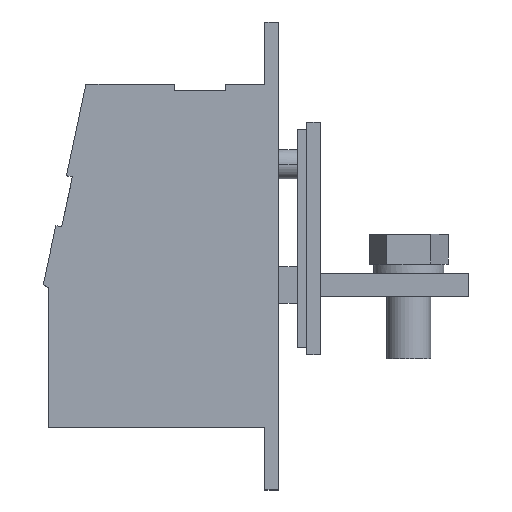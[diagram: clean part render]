
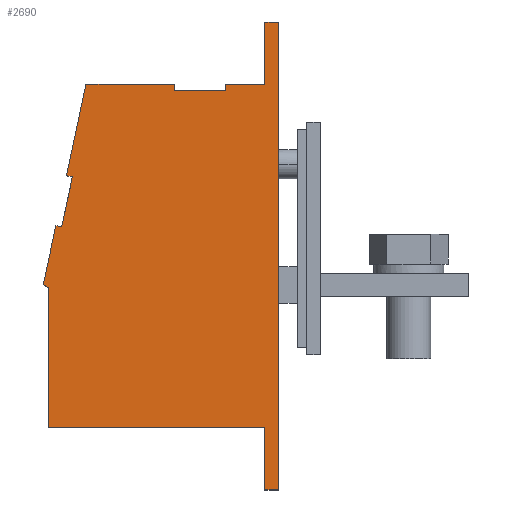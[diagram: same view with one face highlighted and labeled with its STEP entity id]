
A CAD part, top view. The second image highlights one B-rep face of the part: STEP entity #2690.
In plain terms, the highlighted face is planar.
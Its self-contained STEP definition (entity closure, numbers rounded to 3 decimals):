
#760=CARTESIAN_POINT('',(-208.505,42.357,-18.75));
#770=VERTEX_POINT('',#760);
#800=CARTESIAN_POINT('',(-208.505,42.357,-18.75));
#810=DIRECTION('',(0.,1.,0.));
#820=VECTOR('',#810,1.);
#830=LINE('',#800,#820);
#840=CARTESIAN_POINT('',(-208.505,143.057,-18.75));
#850=VERTEX_POINT('',#840);
#860=EDGE_CURVE('',#770,#850,#830,.T.);
#1270=CARTESIAN_POINT('',(-208.505,42.357,-18.75));
#1280=DIRECTION('',(0.,0.,-1.));
#1290=DIRECTION('',(-1.,0.,0.));
#1300=AXIS2_PLACEMENT_3D('',#1270,#1280,#1290);
#1310=PLANE('',#1300);
#1320=CARTESIAN_POINT('',(0.,129.657,-18.75));
#1330=DIRECTION('',(-1.,0.,0.));
#1340=VECTOR('',#1330,1.);
#1350=LINE('',#1320,#1340);
#1360=CARTESIAN_POINT('',(-167.005,129.657,-18.75));
#1370=VERTEX_POINT('',#1360);
#1380=CARTESIAN_POINT('',(-186.105,129.657,-18.75));
#1390=VERTEX_POINT('',#1380);
#1400=EDGE_CURVE('',#1370,#1390,#1350,.T.);
#1410=ORIENTED_EDGE('',*,*,#1400,.F.);
#1420=CARTESIAN_POINT('',(-186.105,0.,-18.75));
#1430=DIRECTION('',(0.,-1.,0.));
#1440=VECTOR('',#1430,1.);
#1450=LINE('',#1420,#1440);
#1460=CARTESIAN_POINT('',(-186.105,128.357,-18.75));
#1470=VERTEX_POINT('',#1460);
#1480=EDGE_CURVE('',#1390,#1470,#1450,.T.);
#1490=ORIENTED_EDGE('',*,*,#1480,.F.);
#1500=CARTESIAN_POINT('',(-208.505,128.357,-18.75));
#1510=DIRECTION('',(-1.,0.,0.));
#1520=VECTOR('',#1510,1.);
#1530=LINE('',#1500,#1520);
#1540=CARTESIAN_POINT('',(-197.105,128.357,-18.75));
#1550=VERTEX_POINT('',#1540);
#1560=EDGE_CURVE('',#1470,#1550,#1530,.T.);
#1570=ORIENTED_EDGE('',*,*,#1560,.F.);
#1580=CARTESIAN_POINT('',(-197.105,0.,-18.75));
#1590=DIRECTION('',(0.,1.,0.));
#1600=VECTOR('',#1590,1.);
#1610=LINE('',#1580,#1600);
#1620=CARTESIAN_POINT('',(-197.105,129.657,-18.75));
#1630=VERTEX_POINT('',#1620);
#1640=EDGE_CURVE('',#1550,#1630,#1610,.T.);
#1650=ORIENTED_EDGE('',*,*,#1640,.F.);
#1660=CARTESIAN_POINT('',(0.,129.657,-18.75));
#1670=DIRECTION('',(-1.,0.,0.));
#1680=VECTOR('',#1670,1.);
#1690=LINE('',#1660,#1680);
#1700=CARTESIAN_POINT('',(-205.505,129.657,-18.75));
#1710=VERTEX_POINT('',#1700);
#1720=EDGE_CURVE('',#1630,#1710,#1690,.T.);
#1730=ORIENTED_EDGE('',*,*,#1720,.F.);
#1740=CARTESIAN_POINT('',(-205.505,42.357,-18.75));
#1750=DIRECTION('',(0.,1.,0.));
#1760=VECTOR('',#1750,1.);
#1770=LINE('',#1740,#1760);
#1780=CARTESIAN_POINT('',(-205.505,143.057,-18.75));
#1790=VERTEX_POINT('',#1780);
#1800=EDGE_CURVE('',#1710,#1790,#1770,.T.);
#1810=ORIENTED_EDGE('',*,*,#1800,.F.);
#1820=CARTESIAN_POINT('',(-208.505,143.057,-18.75));
#1830=DIRECTION('',(-1.,0.,0.));
#1840=VECTOR('',#1830,1.);
#1850=LINE('',#1820,#1840);
#1860=EDGE_CURVE('',#1790,#850,#1850,.T.);
#1870=ORIENTED_EDGE('',*,*,#1860,.F.);
#1880=ORIENTED_EDGE('',*,*,#860,.T.);
#1890=CARTESIAN_POINT('',(-208.505,42.357,-18.75));
#1900=DIRECTION('',(-1.,0.,0.));
#1910=VECTOR('',#1900,1.);
#1920=LINE('',#1890,#1910);
#1930=CARTESIAN_POINT('',(-205.505,42.357,-18.75));
#1940=VERTEX_POINT('',#1930);
#1950=EDGE_CURVE('',#1940,#770,#1920,.T.);
#1960=ORIENTED_EDGE('',*,*,#1950,.T.);
#1970=CARTESIAN_POINT('',(-205.505,42.357,-18.75));
#1980=DIRECTION('',(0.,-1.,0.));
#1990=VECTOR('',#1980,1.);
#2000=LINE('',#1970,#1990);
#2010=CARTESIAN_POINT('',(-205.505,55.757,-18.75));
#2020=VERTEX_POINT('',#2010);
#2030=EDGE_CURVE('',#2020,#1940,#2000,.T.);
#2040=ORIENTED_EDGE('',*,*,#2030,.T.);
#2050=CARTESIAN_POINT('',(0.,55.757,-18.75));
#2060=DIRECTION('',(1.,0.,0.));
#2070=VECTOR('',#2060,1.);
#2080=LINE('',#2050,#2070);
#2090=CARTESIAN_POINT('',(-159.005,55.757,-18.75));
#2100=VERTEX_POINT('',#2090);
#2110=EDGE_CURVE('',#2020,#2100,#2080,.T.);
#2120=ORIENTED_EDGE('',*,*,#2110,.F.);
#2130=CARTESIAN_POINT('',(-159.005,0.,-18.75));
#2140=DIRECTION('',(0.,1.,0.));
#2150=VECTOR('',#2140,1.);
#2160=LINE('',#2130,#2150);
#2170=CARTESIAN_POINT('',(-159.005,85.862,-18.75));
#2180=VERTEX_POINT('',#2170);
#2190=EDGE_CURVE('',#2100,#2180,#2160,.T.);
#2200=ORIENTED_EDGE('',*,*,#2190,.F.);
#2210=CARTESIAN_POINT('',(0.,177.664,-18.75));
#2220=DIRECTION('',(0.866,0.5,0.));
#2230=VECTOR('',#2220,1.);
#2240=LINE('',#2210,#2230);
#2250=CARTESIAN_POINT('',(-157.839,86.535,-18.75));
#2260=VERTEX_POINT('',#2250);
#2270=EDGE_CURVE('',#2180,#2260,#2240,.T.);
#2280=ORIENTED_EDGE('',*,*,#2270,.F.);
#2290=CARTESIAN_POINT('',(-139.445,0.,-18.75));
#2300=DIRECTION('',(-0.208,0.978,0.));
#2310=VECTOR('',#2300,1.);
#2320=LINE('',#2290,#2310);
#2330=CARTESIAN_POINT('',(-160.538,99.233,-18.75));
#2340=VERTEX_POINT('',#2330);
#2350=EDGE_CURVE('',#2260,#2340,#2320,.T.);
#2360=ORIENTED_EDGE('',*,*,#2350,.F.);
#2370=CARTESIAN_POINT('',(0.,133.357,-18.75));
#2380=DIRECTION('',(-0.978,-0.208,0.));
#2390=VECTOR('',#2380,1.);
#2400=LINE('',#2370,#2390);
#2410=CARTESIAN_POINT('',(-161.81,98.963,-18.75));
#2420=VERTEX_POINT('',#2410);
#2430=EDGE_CURVE('',#2340,#2420,#2400,.T.);
#2440=ORIENTED_EDGE('',*,*,#2430,.F.);
#2450=CARTESIAN_POINT('',(-149.778,42.357,-18.75));
#2460=DIRECTION('',(-0.208,0.978,0.));
#2470=VECTOR('',#2460,1.);
#2480=LINE('',#2450,#2470);
#2490=CARTESIAN_POINT('',(-164.097,109.723,-18.75));
#2500=VERTEX_POINT('',#2490);
#2510=EDGE_CURVE('',#2420,#2500,#2480,.T.);
#2520=ORIENTED_EDGE('',*,*,#2510,.F.);
#2530=CARTESIAN_POINT('',(0.,144.603,-18.75));
#2540=DIRECTION('',(0.978,0.208,0.));
#2550=VECTOR('',#2540,1.);
#2560=LINE('',#2530,#2550);
#2570=CARTESIAN_POINT('',(-162.825,109.993,-18.75));
#2580=VERTEX_POINT('',#2570);
#2590=EDGE_CURVE('',#2500,#2580,#2560,.T.);
#2600=ORIENTED_EDGE('',*,*,#2590,.F.);
#2610=CARTESIAN_POINT('',(-139.445,0.,-18.75));
#2620=DIRECTION('',(-0.208,0.978,0.));
#2630=VECTOR('',#2620,1.);
#2640=LINE('',#2610,#2630);
#2650=EDGE_CURVE('',#2580,#1370,#2640,.T.);
#2660=ORIENTED_EDGE('',*,*,#2650,.F.);
#2670=EDGE_LOOP('',(#2660,#2600,#2520,#2440,#2360,#2280,#2200,#2120,
#2040,#1960,#1880,#1870,#1810,#1730,#1650,#1570,#1490,#1410));
#2680=FACE_OUTER_BOUND('',#2670,.T.);
#2690=ADVANCED_FACE('',(#2680),#1310,.T.);
